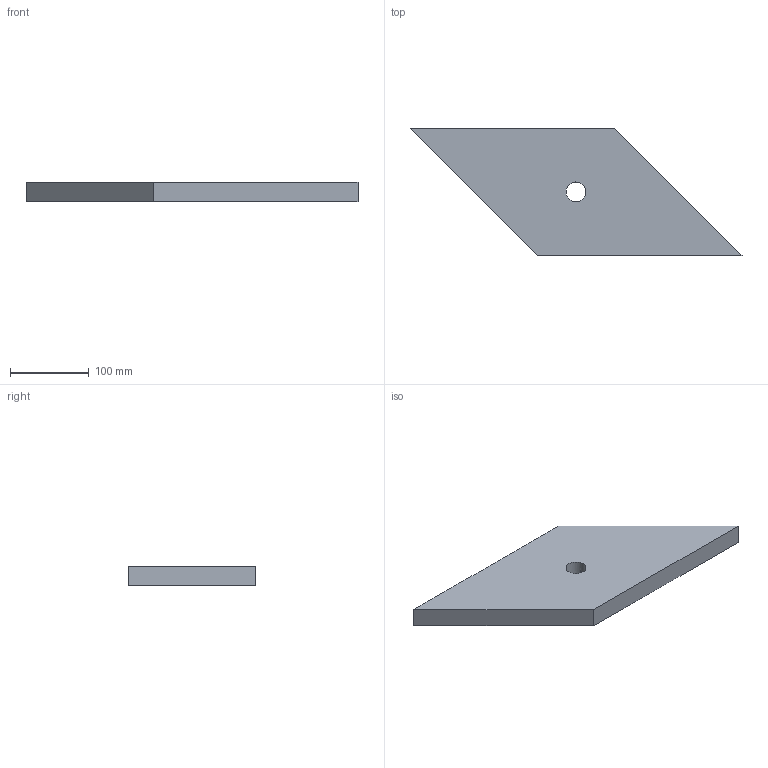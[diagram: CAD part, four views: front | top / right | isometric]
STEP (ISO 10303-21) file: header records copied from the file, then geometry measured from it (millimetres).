
FILE_DESCRIPTION(/* description */ (''),/* implementation_level */ '2;1');
FILE_NAME(/* name */ 'foam motor 2.step',/* time_stamp */ '2022-10-06T09:42:55-05:00',/* author */ (''),/* organization */ (''),/* preprocessor_version */ 'ST-DEVELOPER v19',/* originating_system */ 'Autodesk Translation Framework v11.7.0.108',/* authorisation */ '');
FILE_SCHEMA (('AUTOMOTIVE_DESIGN { 1 0 10303 214 3 1 1 }'));
Length unit declared in the file: inch
Products named in the file (1): foam 2
Bounding box: 421.99 x 161.64 x 25.4 mm (x, y, z)
Volume: 816862.1 mm3; surface area: 124190.1 mm2
Topology: 1 solids, 1 shells, 42 faces, 123 edges, 82 vertices
Faces by surface type: plane 37, cylinder 5
Full cylindrical faces by diameter (mm): 25.4 x1
Entity records: 1425 total; most frequent: CARTESIAN_POINT 248, ORIENTED_EDGE 246, DIRECTION 221, EDGE_CURVE 123, LINE 111, VECTOR 111, VERTEX_POINT 82, AXIS2_PLACEMENT_3D 55
